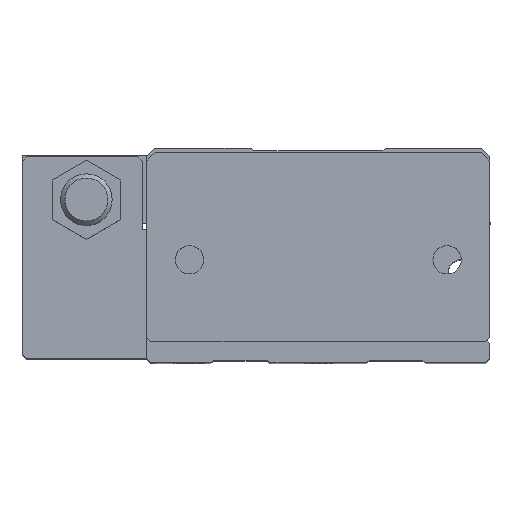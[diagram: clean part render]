
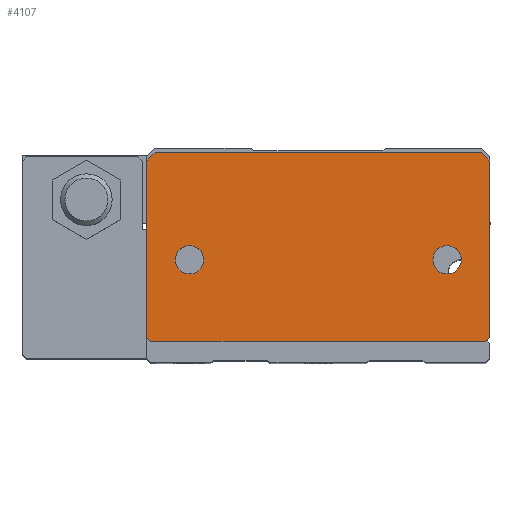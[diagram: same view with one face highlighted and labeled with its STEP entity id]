
A CAD part, top view. The second image highlights one B-rep face of the part: STEP entity #4107.
In plain terms, the highlighted planar face has unit normal (0, 0, 1).
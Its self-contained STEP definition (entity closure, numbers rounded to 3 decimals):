
#51=FACE_BOUND('',#640,.T.);
#52=FACE_BOUND('',#641,.T.);
#202=PLANE('',#4458);
#401=FACE_OUTER_BOUND('',#639,.T.);
#639=EDGE_LOOP('',(#3538,#3539,#3540,#3541,#3542,#3543,#3544,#3545,#3546,
#3547,#3548,#3549));
#640=EDGE_LOOP('',(#3550,#3551));
#641=EDGE_LOOP('',(#3552,#3553));
#1016=LINE('',#6481,#1481);
#1041=LINE('',#6546,#1506);
#1042=LINE('',#6549,#1507);
#1043=LINE('',#6551,#1508);
#1044=LINE('',#6553,#1509);
#1045=LINE('',#6555,#1510);
#1046=LINE('',#6557,#1511);
#1047=LINE('',#6559,#1512);
#1048=LINE('',#6561,#1513);
#1049=LINE('',#6563,#1514);
#1050=LINE('',#6565,#1515);
#1051=LINE('',#6566,#1516);
#1481=VECTOR('',#5287,1000.);
#1506=VECTOR('',#5334,1000.);
#1507=VECTOR('',#5337,1000.);
#1508=VECTOR('',#5338,1000.);
#1509=VECTOR('',#5339,1000.);
#1510=VECTOR('',#5340,1000.);
#1511=VECTOR('',#5341,1000.);
#1512=VECTOR('',#5342,1000.);
#1513=VECTOR('',#5343,1000.);
#1514=VECTOR('',#5344,1000.);
#1515=VECTOR('',#5345,1000.);
#1516=VECTOR('',#5346,1000.);
#1745=CIRCLE('',#4459,1.65);
#1746=CIRCLE('',#4460,1.65);
#1747=CIRCLE('',#4461,1.65);
#1748=CIRCLE('',#4462,1.65);
#2034=VERTEX_POINT('',#6478);
#2035=VERTEX_POINT('',#6480);
#2064=VERTEX_POINT('',#6544);
#2065=VERTEX_POINT('',#6548);
#2066=VERTEX_POINT('',#6550);
#2067=VERTEX_POINT('',#6552);
#2068=VERTEX_POINT('',#6554);
#2069=VERTEX_POINT('',#6556);
#2070=VERTEX_POINT('',#6558);
#2071=VERTEX_POINT('',#6560);
#2072=VERTEX_POINT('',#6562);
#2073=VERTEX_POINT('',#6564);
#2074=VERTEX_POINT('',#6567);
#2075=VERTEX_POINT('',#6568);
#2076=VERTEX_POINT('',#6571);
#2077=VERTEX_POINT('',#6572);
#2551=EDGE_CURVE('',#2034,#2035,#1016,.T.);
#2584=EDGE_CURVE('',#2035,#2064,#1041,.T.);
#2585=EDGE_CURVE('',#2034,#2065,#1042,.T.);
#2586=EDGE_CURVE('',#2065,#2066,#1043,.T.);
#2587=EDGE_CURVE('',#2066,#2067,#1044,.T.);
#2588=EDGE_CURVE('',#2067,#2068,#1045,.T.);
#2589=EDGE_CURVE('',#2069,#2068,#1046,.T.);
#2590=EDGE_CURVE('',#2070,#2069,#1047,.T.);
#2591=EDGE_CURVE('',#2070,#2071,#1048,.T.);
#2592=EDGE_CURVE('',#2071,#2072,#1049,.T.);
#2593=EDGE_CURVE('',#2072,#2073,#1050,.T.);
#2594=EDGE_CURVE('',#2073,#2064,#1051,.T.);
#2595=EDGE_CURVE('',#2074,#2075,#1745,.T.);
#2596=EDGE_CURVE('',#2075,#2074,#1746,.T.);
#2597=EDGE_CURVE('',#2076,#2077,#1747,.T.);
#2598=EDGE_CURVE('',#2077,#2076,#1748,.T.);
#3538=ORIENTED_EDGE('',*,*,#2584,.F.);
#3539=ORIENTED_EDGE('',*,*,#2551,.F.);
#3540=ORIENTED_EDGE('',*,*,#2585,.T.);
#3541=ORIENTED_EDGE('',*,*,#2586,.T.);
#3542=ORIENTED_EDGE('',*,*,#2587,.T.);
#3543=ORIENTED_EDGE('',*,*,#2588,.T.);
#3544=ORIENTED_EDGE('',*,*,#2589,.F.);
#3545=ORIENTED_EDGE('',*,*,#2590,.F.);
#3546=ORIENTED_EDGE('',*,*,#2591,.T.);
#3547=ORIENTED_EDGE('',*,*,#2592,.T.);
#3548=ORIENTED_EDGE('',*,*,#2593,.T.);
#3549=ORIENTED_EDGE('',*,*,#2594,.T.);
#3550=ORIENTED_EDGE('',*,*,#2595,.F.);
#3551=ORIENTED_EDGE('',*,*,#2596,.F.);
#3552=ORIENTED_EDGE('',*,*,#2597,.F.);
#3553=ORIENTED_EDGE('',*,*,#2598,.F.);
#4107=ADVANCED_FACE('',(#401,#51,#52),#202,.T.);
#4458=AXIS2_PLACEMENT_3D('',#6547,#5335,#5336);
#4459=AXIS2_PLACEMENT_3D('',#6569,#5347,#5348);
#4460=AXIS2_PLACEMENT_3D('',#6570,#5349,#5350);
#4461=AXIS2_PLACEMENT_3D('',#6573,#5351,#5352);
#4462=AXIS2_PLACEMENT_3D('',#6574,#5353,#5354);
#5287=DIRECTION('',(0.,-1.,0.));
#5334=DIRECTION('',(1.,0.,0.));
#5335=DIRECTION('center_axis',(0.,0.,1.));
#5336=DIRECTION('ref_axis',(1.,0.,0.));
#5337=DIRECTION('',(1.,0.,0.));
#5338=DIRECTION('',(-0.707,0.707,0.));
#5339=DIRECTION('',(-1.,0.,0.));
#5340=DIRECTION('',(-0.707,-0.707,0.));
#5341=DIRECTION('',(-1.,0.,0.));
#5342=DIRECTION('',(0.,1.,0.));
#5343=DIRECTION('',(-1.,0.,0.));
#5344=DIRECTION('',(0.707,-0.707,0.));
#5345=DIRECTION('',(1.,0.,0.));
#5346=DIRECTION('',(0.707,0.707,0.));
#5347=DIRECTION('center_axis',(0.,0.,1.));
#5348=DIRECTION('ref_axis',(1.,0.,0.));
#5349=DIRECTION('center_axis',(0.,0.,1.));
#5350=DIRECTION('ref_axis',(1.,0.,0.));
#5351=DIRECTION('center_axis',(0.,0.,1.));
#5352=DIRECTION('ref_axis',(1.,0.,0.));
#5353=DIRECTION('center_axis',(0.,0.,1.));
#5354=DIRECTION('ref_axis',(1.,0.,0.));
#6478=CARTESIAN_POINT('',(19.999,21.,0.));
#6480=CARTESIAN_POINT('',(19.999,0.5,0.));
#6481=CARTESIAN_POINT('',(19.999,21.,0.));
#6544=CARTESIAN_POINT('',(20.,0.5,0.));
#6546=CARTESIAN_POINT('',(19.999,0.5,0.));
#6547=CARTESIAN_POINT('Origin',(-30.25,10.75,0.));
#6548=CARTESIAN_POINT('',(20.,21.,0.));
#6549=CARTESIAN_POINT('',(19.999,21.,0.));
#6550=CARTESIAN_POINT('',(19.,22.,0.));
#6551=CARTESIAN_POINT('',(19.,22.,0.));
#6552=CARTESIAN_POINT('',(-19.,22.,0.));
#6553=CARTESIAN_POINT('',(19.,22.,0.));
#6554=CARTESIAN_POINT('',(-20.,21.,0.));
#6555=CARTESIAN_POINT('',(-20.,21.,0.));
#6556=CARTESIAN_POINT('',(-19.999,21.,0.));
#6557=CARTESIAN_POINT('',(-19.999,21.,0.));
#6558=CARTESIAN_POINT('',(-19.999,0.5,0.));
#6559=CARTESIAN_POINT('',(-19.999,21.,0.));
#6560=CARTESIAN_POINT('',(-20.,0.5,0.));
#6561=CARTESIAN_POINT('',(-19.999,0.5,0.));
#6562=CARTESIAN_POINT('',(-19.5,0.,0.));
#6563=CARTESIAN_POINT('',(-20.,0.5,0.));
#6564=CARTESIAN_POINT('',(19.5,0.,0.));
#6565=CARTESIAN_POINT('',(-19.5,0.,0.));
#6566=CARTESIAN_POINT('',(19.5,0.,0.));
#6567=CARTESIAN_POINT('',(-13.35,9.5,0.));
#6568=CARTESIAN_POINT('',(-16.65,9.5,0.));
#6569=CARTESIAN_POINT('Origin',(-15.,9.5,0.));
#6570=CARTESIAN_POINT('Origin',(-15.,9.5,0.));
#6571=CARTESIAN_POINT('',(16.65,9.5,0.));
#6572=CARTESIAN_POINT('',(13.35,9.5,0.));
#6573=CARTESIAN_POINT('Origin',(15.,9.5,0.));
#6574=CARTESIAN_POINT('Origin',(15.,9.5,0.));
